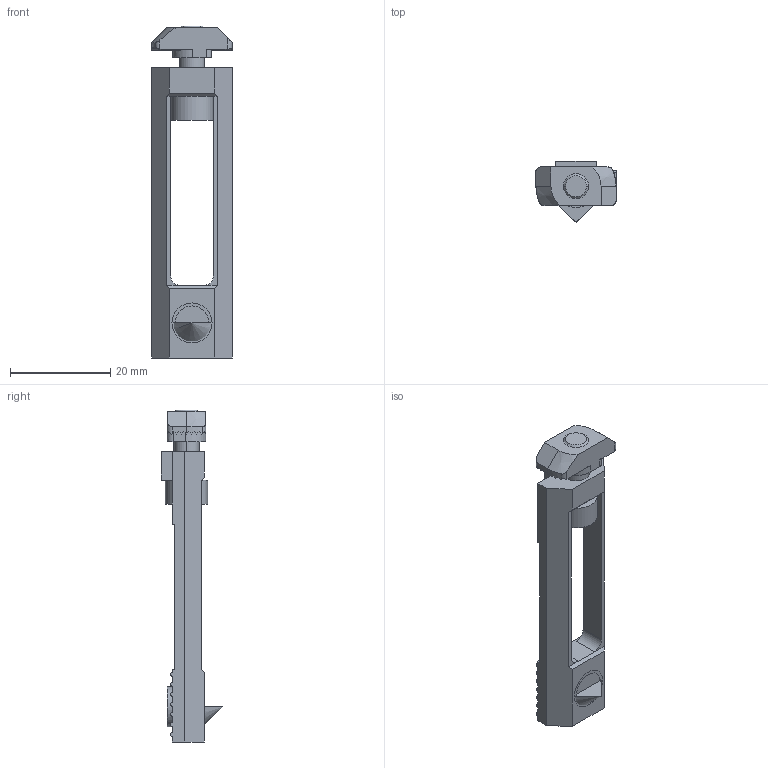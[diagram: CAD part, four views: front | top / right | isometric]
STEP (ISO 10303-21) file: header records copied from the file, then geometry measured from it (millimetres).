
FILE_DESCRIPTION((''),'2;1');
FILE_NAME('11135_SPOJNI_EL_KIT_U8_ASM','2022-09-16T13:55:02',('PredragRovcanin'),('Audax d.o.o.'),'CREO PARAMETRIC BY PTC INC, 2020281','CREO PARAMETRIC BY PTC INC, 2020281','');
FILE_SCHEMA(('AUTOMOTIVE_DESIGN { 1 0 10303 214 1 1 1 1 }'));
Length unit declared in the file: millimetre
Products named in the file (5): 11135_SPOJNI_EL_KIT_U8_A; 11135_SPOJNI_EL_KIT_U8_B; 11135_SPOJNI_EL_KIT_U8_C; 11135_SPOJNI_EL_KIT_U8_D; 11135_SPOJNI_EL_KIT_U8_ASM
Assembly tree (4 placements, depth 2):
  11135_SPOJNI_EL_KIT_U8_ASM
    11135_SPOJNI_EL_KIT_U8_A
    11135_SPOJNI_EL_KIT_U8_B
    11135_SPOJNI_EL_KIT_U8_C
    11135_SPOJNI_EL_KIT_U8_D
Bounding box: 16 x 12.2 x 66.3 mm (x, y, z)
Volume: 3961.1 mm3; surface area: 4326.8 mm2
Topology: 4 solids, 7 shells, 152 faces, 436 edges, 311 vertices
Faces by surface type: plane 103, cylinder 44, cone 5
Entity records: 7728 total; most frequent: CARTESIAN_POINT 1049, DIRECTION 829, ORIENTED_EDGE 822, PRESENTATION_STYLE_ASSIGNMENT 453, STYLED_ITEM 453, CURVE_STYLE 446, EDGE_CURVE 417, COLOUR_RGB 328
